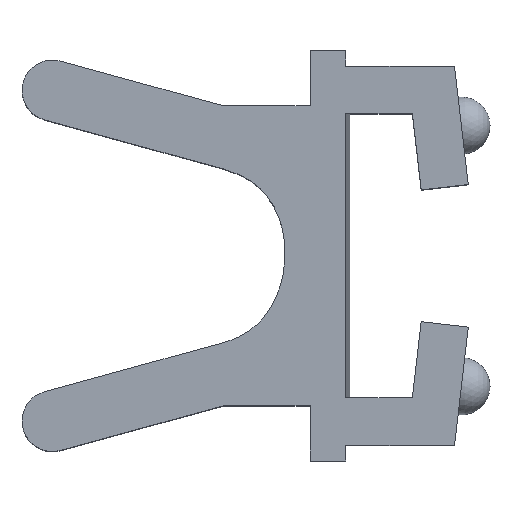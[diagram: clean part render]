
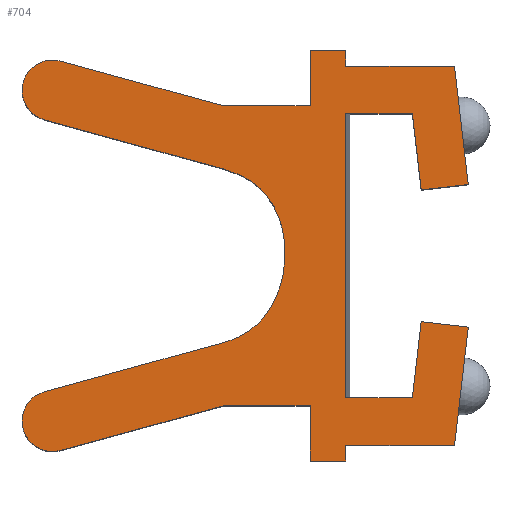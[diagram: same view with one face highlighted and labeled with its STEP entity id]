
A CAD part, top view. The second image highlights one B-rep face of the part: STEP entity #704.
In plain terms, the highlighted planar face has unit normal (0, 0, 1).
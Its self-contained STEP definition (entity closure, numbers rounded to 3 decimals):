
#23=CIRCLE('',#709,0.771);
#28=CIRCLE('',#717,0.771);
#29=CIRCLE('',#720,0.771);
#30=CIRCLE('',#723,0.771);
#68=PLANE('',#756);
#104=FACE_OUTER_BOUND('',#144,.T.);
#144=EDGE_LOOP('',(#637,#638,#639,#640,#641,#642,#643,#644,#645,#646,#647,
#648,#649,#650,#651,#652,#653,#654,#655,#656,#657,#658,#659,#660,#661,#662,
#663,#664,#665,#666));
#146=LINE('',#1003,#224);
#149=LINE('',#1009,#227);
#154=LINE('',#1024,#232);
#179=LINE('',#1092,#257);
#183=LINE('',#1102,#261);
#186=LINE('',#1111,#264);
#188=LINE('',#1135,#266);
#190=LINE('',#1139,#268);
#192=LINE('',#1143,#270);
#194=LINE('',#1147,#272);
#196=LINE('',#1151,#274);
#198=LINE('',#1155,#276);
#200=LINE('',#1159,#278);
#202=LINE('',#1163,#280);
#204=LINE('',#1166,#282);
#205=LINE('',#1169,#283);
#207=LINE('',#1202,#285);
#208=LINE('',#1205,#286);
#210=LINE('',#1209,#288);
#212=LINE('',#1213,#290);
#214=LINE('',#1217,#292);
#216=LINE('',#1221,#294);
#218=LINE('',#1225,#296);
#220=LINE('',#1229,#298);
#222=LINE('',#1232,#300);
#224=VECTOR('',#760,10.);
#227=VECTOR('',#765,10.);
#232=VECTOR('',#778,10.);
#257=VECTOR('',#817,10.);
#261=VECTOR('',#827,10.);
#264=VECTOR('',#836,10.);
#266=VECTOR('',#864,10.);
#268=VECTOR('',#868,10.);
#270=VECTOR('',#872,10.);
#272=VECTOR('',#876,10.);
#274=VECTOR('',#880,10.);
#276=VECTOR('',#884,10.);
#278=VECTOR('',#888,10.);
#280=VECTOR('',#892,10.);
#282=VECTOR('',#896,10.);
#283=VECTOR('',#899,10.);
#285=VECTOR('',#903,10.);
#286=VECTOR('',#906,10.);
#288=VECTOR('',#910,10.);
#290=VECTOR('',#914,10.);
#292=VECTOR('',#918,10.);
#294=VECTOR('',#922,10.);
#296=VECTOR('',#926,10.);
#298=VECTOR('',#930,10.);
#300=VECTOR('',#934,10.);
#304=(
BOUNDED_CURVE()
B_SPLINE_CURVE(5,(#1191,#1192,#1193,#1194,#1195,#1196,#1197,#1198,#1199,
#1200),.UNSPECIFIED.,.F.,.F.)
B_SPLINE_CURVE_WITH_KNOTS((6,1,1,1,1,6),(0.,0.2,0.4,0.6,0.8,1.),
 .UNSPECIFIED.)
CURVE()
GEOMETRIC_REPRESENTATION_ITEM()
RATIONAL_B_SPLINE_CURVE((1.,1.,1.,1.,1.,1.,1.,1.,1.,1.))
REPRESENTATION_ITEM('')
);
#306=VERTEX_POINT('',#969);
#308=VERTEX_POINT('',#987);
#310=VERTEX_POINT('',#1007);
#311=VERTEX_POINT('',#1011);
#312=VERTEX_POINT('',#1012);
#316=VERTEX_POINT('',#1022);
#341=VERTEX_POINT('',#1086);
#342=VERTEX_POINT('',#1090);
#343=VERTEX_POINT('',#1094);
#344=VERTEX_POINT('',#1095);
#345=VERTEX_POINT('',#1100);
#346=VERTEX_POINT('',#1104);
#347=VERTEX_POINT('',#1105);
#348=VERTEX_POINT('',#1110);
#357=VERTEX_POINT('',#1134);
#358=VERTEX_POINT('',#1138);
#359=VERTEX_POINT('',#1142);
#360=VERTEX_POINT('',#1146);
#361=VERTEX_POINT('',#1150);
#362=VERTEX_POINT('',#1154);
#363=VERTEX_POINT('',#1158);
#364=VERTEX_POINT('',#1162);
#365=VERTEX_POINT('',#1168);
#366=VERTEX_POINT('',#1204);
#367=VERTEX_POINT('',#1208);
#368=VERTEX_POINT('',#1212);
#369=VERTEX_POINT('',#1216);
#370=VERTEX_POINT('',#1220);
#371=VERTEX_POINT('',#1224);
#372=VERTEX_POINT('',#1228);
#376=EDGE_CURVE('',#306,#308,#146,.T.);
#379=EDGE_CURVE('',#308,#310,#149,.T.);
#380=EDGE_CURVE('',#311,#312,#23,.T.);
#386=EDGE_CURVE('',#311,#316,#154,.T.);
#413=EDGE_CURVE('',#341,#316,#28,.T.);
#416=EDGE_CURVE('',#341,#342,#179,.T.);
#417=EDGE_CURVE('',#343,#344,#29,.T.);
#421=EDGE_CURVE('',#343,#345,#183,.T.);
#422=EDGE_CURVE('',#346,#347,#30,.T.);
#425=EDGE_CURVE('',#348,#347,#186,.T.);
#435=EDGE_CURVE('',#357,#306,#188,.T.);
#437=EDGE_CURVE('',#358,#357,#190,.T.);
#439=EDGE_CURVE('',#359,#358,#192,.T.);
#441=EDGE_CURVE('',#360,#359,#194,.T.);
#443=EDGE_CURVE('',#361,#360,#196,.T.);
#445=EDGE_CURVE('',#362,#361,#198,.T.);
#447=EDGE_CURVE('',#363,#362,#200,.T.);
#449=EDGE_CURVE('',#364,#363,#202,.T.);
#451=EDGE_CURVE('',#342,#364,#204,.T.);
#452=EDGE_CURVE('',#365,#312,#205,.T.);
#454=EDGE_CURVE('',#345,#365,#304,.T.);
#455=EDGE_CURVE('',#346,#344,#207,.T.);
#456=EDGE_CURVE('',#366,#348,#208,.T.);
#458=EDGE_CURVE('',#367,#366,#210,.T.);
#460=EDGE_CURVE('',#368,#367,#212,.T.);
#462=EDGE_CURVE('',#369,#368,#214,.T.);
#464=EDGE_CURVE('',#370,#369,#216,.T.);
#466=EDGE_CURVE('',#371,#370,#218,.T.);
#468=EDGE_CURVE('',#372,#371,#220,.T.);
#470=EDGE_CURVE('',#310,#372,#222,.T.);
#637=ORIENTED_EDGE('',*,*,#380,.F.);
#638=ORIENTED_EDGE('',*,*,#386,.T.);
#639=ORIENTED_EDGE('',*,*,#413,.F.);
#640=ORIENTED_EDGE('',*,*,#416,.T.);
#641=ORIENTED_EDGE('',*,*,#451,.T.);
#642=ORIENTED_EDGE('',*,*,#449,.T.);
#643=ORIENTED_EDGE('',*,*,#447,.T.);
#644=ORIENTED_EDGE('',*,*,#445,.T.);
#645=ORIENTED_EDGE('',*,*,#443,.T.);
#646=ORIENTED_EDGE('',*,*,#441,.T.);
#647=ORIENTED_EDGE('',*,*,#439,.T.);
#648=ORIENTED_EDGE('',*,*,#437,.T.);
#649=ORIENTED_EDGE('',*,*,#435,.T.);
#650=ORIENTED_EDGE('',*,*,#376,.T.);
#651=ORIENTED_EDGE('',*,*,#379,.T.);
#652=ORIENTED_EDGE('',*,*,#470,.T.);
#653=ORIENTED_EDGE('',*,*,#468,.T.);
#654=ORIENTED_EDGE('',*,*,#466,.T.);
#655=ORIENTED_EDGE('',*,*,#464,.T.);
#656=ORIENTED_EDGE('',*,*,#462,.T.);
#657=ORIENTED_EDGE('',*,*,#460,.T.);
#658=ORIENTED_EDGE('',*,*,#458,.T.);
#659=ORIENTED_EDGE('',*,*,#456,.T.);
#660=ORIENTED_EDGE('',*,*,#425,.T.);
#661=ORIENTED_EDGE('',*,*,#422,.F.);
#662=ORIENTED_EDGE('',*,*,#455,.T.);
#663=ORIENTED_EDGE('',*,*,#417,.F.);
#664=ORIENTED_EDGE('',*,*,#421,.T.);
#665=ORIENTED_EDGE('',*,*,#454,.T.);
#666=ORIENTED_EDGE('',*,*,#452,.T.);
#704=ADVANCED_FACE('',(#104),#68,.T.);
#709=AXIS2_PLACEMENT_3D('',#1013,#768,#769);
#717=AXIS2_PLACEMENT_3D('',#1087,#811,#812);
#720=AXIS2_PLACEMENT_3D('',#1096,#820,#821);
#723=AXIS2_PLACEMENT_3D('',#1106,#830,#831);
#756=AXIS2_PLACEMENT_3D('',#1233,#935,#936);
#760=DIRECTION('',(0.,1.,0.));
#765=DIRECTION('',(1.,0.,0.));
#768=DIRECTION('center_axis',(0.,0.,-1.));
#769=DIRECTION('ref_axis',(-0.795,0.606,0.));
#778=DIRECTION('',(0.,-1.,0.));
#811=DIRECTION('center_axis',(0.,0.,-1.));
#812=DIRECTION('ref_axis',(-0.606,-0.795,0.));
#817=DIRECTION('',(0.964,0.265,0.));
#820=DIRECTION('center_axis',(0.,0.,-1.));
#821=DIRECTION('ref_axis',(-0.795,-0.606,0.));
#827=DIRECTION('',(0.964,-0.265,0.));
#830=DIRECTION('center_axis',(0.,0.,-1.));
#831=DIRECTION('ref_axis',(-0.606,0.795,0.));
#836=DIRECTION('',(-0.964,0.265,0.));
#864=DIRECTION('',(-1.,0.,0.));
#868=DIRECTION('',(-0.116,-0.993,0.));
#872=DIRECTION('',(-0.993,0.116,0.));
#876=DIRECTION('',(0.116,0.993,0.));
#880=DIRECTION('',(1.,0.,0.));
#884=DIRECTION('',(0.,1.,0.));
#888=DIRECTION('',(1.,0.,0.));
#892=DIRECTION('',(0.,-1.,0.));
#896=DIRECTION('',(1.,0.,0.));
#899=DIRECTION('',(-0.964,-0.265,0.));
#903=DIRECTION('',(0.,-1.,0.));
#906=DIRECTION('',(-1.,0.,0.));
#910=DIRECTION('',(0.,-1.,0.));
#914=DIRECTION('',(-1.,0.,0.));
#918=DIRECTION('',(0.,1.,0.));
#922=DIRECTION('',(-1.,0.,0.));
#926=DIRECTION('',(-0.116,0.993,0.));
#930=DIRECTION('',(0.993,0.116,0.));
#934=DIRECTION('',(0.116,-0.993,0.));
#935=DIRECTION('center_axis',(0.,0.,1.));
#936=DIRECTION('ref_axis',(1.,0.,0.));
#969=CARTESIAN_POINT('',(-4.25,-3.6,5.8));
#987=CARTESIAN_POINT('',(-4.25,3.6,5.8));
#1003=CARTESIAN_POINT('',(-4.25,0.,5.8));
#1007=CARTESIAN_POINT('',(-2.561,3.6,5.8));
#1009=CARTESIAN_POINT('',(-2.561,3.6,5.8));
#1011=CARTESIAN_POINT('',(-12.45,-4.188,5.8));
#1012=CARTESIAN_POINT('',(-11.883,-3.444,5.8));
#1013=CARTESIAN_POINT('Origin',(-11.679,-4.188,5.8));
#1022=CARTESIAN_POINT('',(-12.45,-4.189,5.8));
#1024=CARTESIAN_POINT('',(-12.45,-5.2,5.8));
#1086=CARTESIAN_POINT('',(-11.475,-4.932,5.8));
#1087=CARTESIAN_POINT('Origin',(-11.679,-4.189,5.8));
#1090=CARTESIAN_POINT('',(-7.35,-3.8,5.8));
#1092=CARTESIAN_POINT('',(-12.45,-5.2,5.8));
#1094=CARTESIAN_POINT('',(-11.883,3.444,5.8));
#1095=CARTESIAN_POINT('',(-12.45,4.188,5.8));
#1096=CARTESIAN_POINT('Origin',(-11.679,4.188,5.8));
#1100=CARTESIAN_POINT('',(-7.35,2.2,5.8));
#1102=CARTESIAN_POINT('',(-12.45,3.6,5.8));
#1104=CARTESIAN_POINT('',(-12.45,4.189,5.8));
#1105=CARTESIAN_POINT('',(-11.475,4.932,5.8));
#1106=CARTESIAN_POINT('Origin',(-11.679,4.189,5.8));
#1110=CARTESIAN_POINT('',(-7.35,3.8,5.8));
#1111=CARTESIAN_POINT('',(-12.45,5.2,5.8));
#1134=CARTESIAN_POINT('',(-2.561,-3.6,5.8));
#1135=CARTESIAN_POINT('',(-4.35,-3.6,5.8));
#1138=CARTESIAN_POINT('',(-2.336,-1.669,5.8));
#1139=CARTESIAN_POINT('',(-2.411,-2.313,5.8));
#1142=CARTESIAN_POINT('',(-1.144,-1.808,5.8));
#1143=CARTESIAN_POINT('',(-2.336,-1.669,5.8));
#1146=CARTESIAN_POINT('',(-1.493,-4.8,5.8));
#1147=CARTESIAN_POINT('',(-1.493,-4.8,5.8));
#1150=CARTESIAN_POINT('',(-4.25,-4.8,5.8));
#1151=CARTESIAN_POINT('',(-4.25,-4.8,5.8));
#1154=CARTESIAN_POINT('',(-4.25,-5.2,5.8));
#1155=CARTESIAN_POINT('',(-4.25,0.,5.8));
#1158=CARTESIAN_POINT('',(-5.15,-5.2,5.8));
#1159=CARTESIAN_POINT('',(-4.25,-5.2,5.8));
#1162=CARTESIAN_POINT('',(-5.15,-3.8,5.8));
#1163=CARTESIAN_POINT('',(-5.15,-5.2,5.8));
#1166=CARTESIAN_POINT('',(-5.15,-3.8,5.8));
#1168=CARTESIAN_POINT('',(-7.35,-2.2,5.8));
#1169=CARTESIAN_POINT('',(-12.45,-3.6,5.8));
#1191=CARTESIAN_POINT('Ctrl Pts',(-7.35,2.2,5.8));
#1192=CARTESIAN_POINT('Ctrl Pts',(-7.074,2.124,5.8));
#1193=CARTESIAN_POINT('Ctrl Pts',(-6.588,1.92,5.8));
#1194=CARTESIAN_POINT('Ctrl Pts',(-6.059,1.459,5.8));
#1195=CARTESIAN_POINT('Ctrl Pts',(-5.711,0.593,5.8));
#1196=CARTESIAN_POINT('Ctrl Pts',(-5.752,-0.634,5.8));
#1197=CARTESIAN_POINT('Ctrl Pts',(-6.138,-1.491,5.8));
#1198=CARTESIAN_POINT('Ctrl Pts',(-6.649,-1.939,5.8));
#1199=CARTESIAN_POINT('Ctrl Pts',(-7.098,-2.131,5.8));
#1200=CARTESIAN_POINT('Ctrl Pts',(-7.35,-2.2,5.8));
#1202=CARTESIAN_POINT('',(-12.45,5.2,5.8));
#1204=CARTESIAN_POINT('',(-5.15,3.8,5.8));
#1205=CARTESIAN_POINT('',(-5.15,3.8,5.8));
#1208=CARTESIAN_POINT('',(-5.15,5.2,5.8));
#1209=CARTESIAN_POINT('',(-5.15,5.2,5.8));
#1212=CARTESIAN_POINT('',(-4.25,5.2,5.8));
#1213=CARTESIAN_POINT('',(-4.25,5.2,5.8));
#1216=CARTESIAN_POINT('',(-4.25,4.8,5.8));
#1217=CARTESIAN_POINT('',(-4.25,0.,5.8));
#1220=CARTESIAN_POINT('',(-1.493,4.8,5.8));
#1221=CARTESIAN_POINT('',(-1.493,4.8,5.8));
#1224=CARTESIAN_POINT('',(-1.144,1.808,5.8));
#1225=CARTESIAN_POINT('',(-1.059,1.075,5.8));
#1228=CARTESIAN_POINT('',(-2.336,1.669,5.8));
#1229=CARTESIAN_POINT('',(-2.336,1.669,5.8));
#1232=CARTESIAN_POINT('',(-2.411,2.313,5.8));
#1233=CARTESIAN_POINT('Origin',(-6.797,0.,
5.8));
